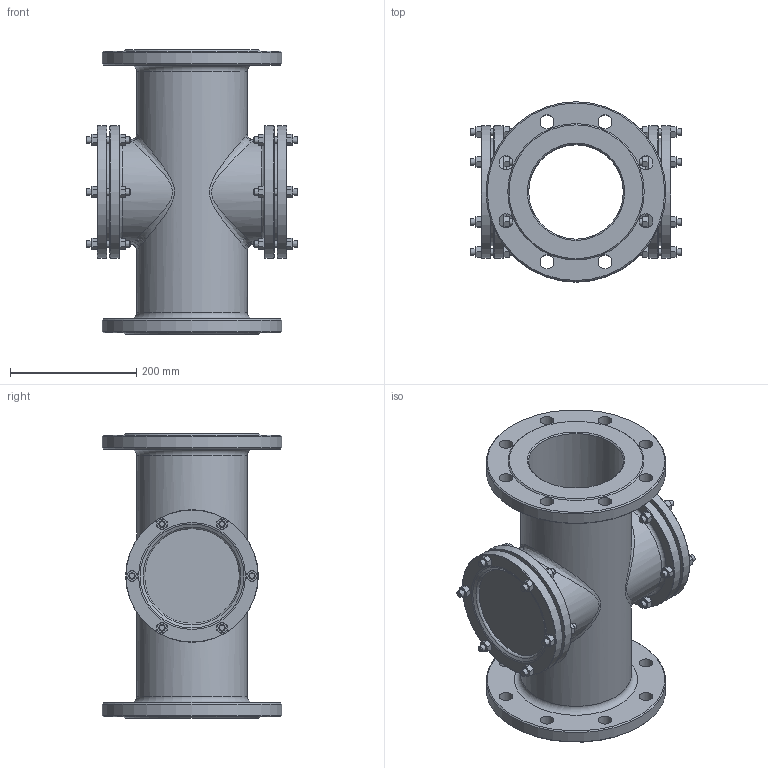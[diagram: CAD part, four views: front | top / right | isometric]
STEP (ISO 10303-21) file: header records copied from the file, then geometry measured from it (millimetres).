
FILE_DESCRIPTION(/* description */ (''),/* implementation_level */ '2;1');
FILE_NAME(/* name */ 'DN150_3D_STEP.stp',/* time_stamp */ '2024-04-25T16:43:45+03:00',/* author */ ('igorr'),/* organization */ (''),/* preprocessor_version */ 'ST-DEVELOPER v19.2',/* originating_system */ 'Autodesk Inventor 2023',/* authorisation */ '');
FILE_SCHEMA (('AUTOMOTIVE_DESIGN { 1 0 10303 214 3 1 1 }'));
Length unit declared in the file: millimetre
Products named in the file (4): Сборка; Деталь; Стекло; ANSI B18.2.4.2M - M10x1,5
Assembly tree (27 placements, depth 2):
  Сборка
    Деталь
    Стекло  x2
    ANSI B18.2.4.2M - M10x1,5  x24
Bounding box: 335.25 x 285 x 450 mm (x, y, z)
Volume: 6012232.1 mm3; surface area: 976735.4 mm2
Topology: 27 solids, 27 shells, 786 faces, 1751 edges, 1051 vertices
Faces by surface type: cone 370, plane 271, cylinder 100, bspline 29, torus 16
Full cylindrical faces by diameter (mm): 8.376 x24, 10 x36, 22 x16, 150 x4, 160 x2, 165 x2, 170 x2, 175 x1, 210 x4, 285 x2
Entity records: 10232 total; most frequent: CARTESIAN_POINT 3746, DIRECTION 1310, ORIENTED_EDGE 1180, EDGE_CURVE 590, AXIS2_PLACEMENT_3D 551, VERTEX_POINT 382, EDGE_LOOP 358, CIRCLE 286
